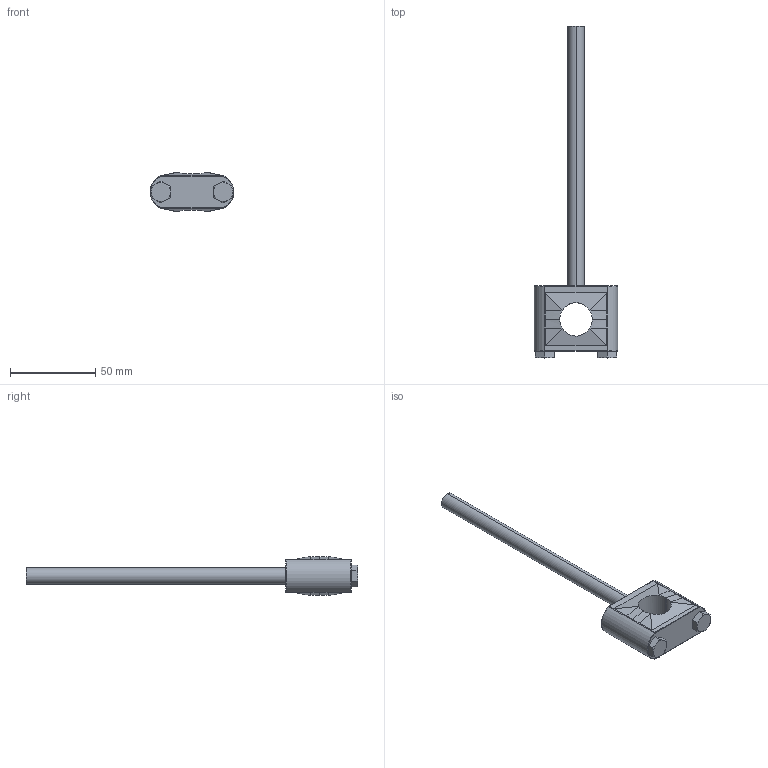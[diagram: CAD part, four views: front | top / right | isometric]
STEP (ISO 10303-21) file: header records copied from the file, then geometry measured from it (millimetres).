
FILE_DESCRIPTION (( 'STEP AP214' ), '1' );
FILE_NAME ('CSDW6R0.75T304ZP.STEP', '2023-05-29T08:10:42', ( '' ), ( '' ), 'SwSTEP 2.0', 'SolidWorks 2018', '' );
FILE_SCHEMA (( 'AUTOMOTIVE_DESIGN' ));
Length unit declared in the file: inch
Products named in the file (1): CSDW6R0.75T304ZP
Bounding box: 48.94 x 194.67 x 22.86 mm (x, y, z)
Volume: 40536.4 mm3; surface area: 11987.4 mm2
Topology: 1 solids, 1 shells, 103 faces, 246 edges, 144 vertices
Faces by surface type: plane 41, cylinder 18, cone 16, bspline 16, torus 12
Entity records: 3364 total; most frequent: CARTESIAN_POINT 1158, ORIENTED_EDGE 492, DIRECTION 394, EDGE_CURVE 246, AXIS2_PLACEMENT_3D 148, VERTEX_POINT 144, EDGE_LOOP 104, ADVANCED_FACE 103
